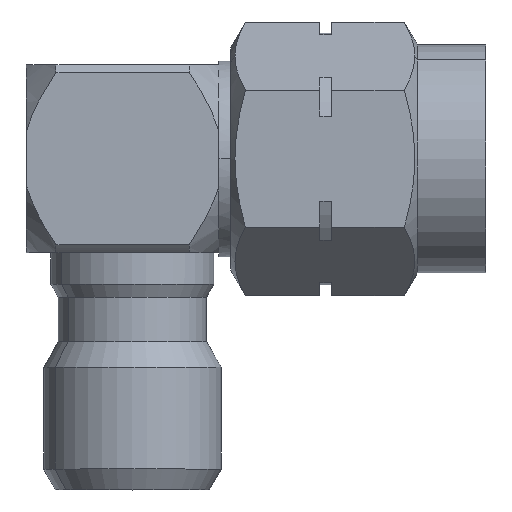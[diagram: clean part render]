
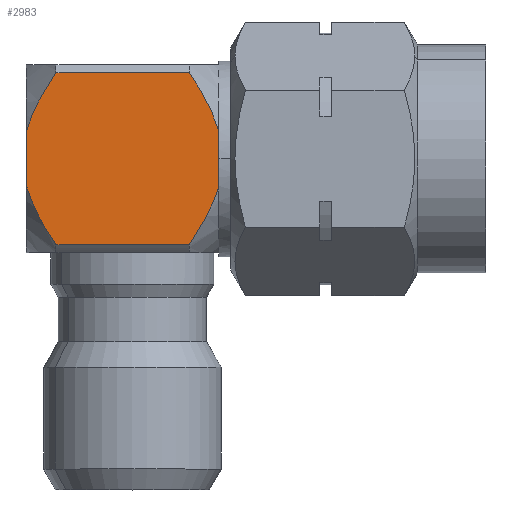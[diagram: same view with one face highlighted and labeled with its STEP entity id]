
A CAD part, top view. The second image highlights one B-rep face of the part: STEP entity #2983.
In plain terms, the highlighted face is planar.
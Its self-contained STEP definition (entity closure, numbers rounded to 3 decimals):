
#51 = CARTESIAN_POINT ( 'NONE',  ( 3.17, -2.905, -3.58 ) ) ;
#66 = VERTEX_POINT ( 'NONE', #1069 ) ;
#94 = VERTEX_POINT ( 'NONE', #5269 ) ;
#100 = PLANE ( 'NONE',  #1094 ) ;
#158 = EDGE_CURVE ( 'NONE', #1691, #4185, #613, .T. ) ;
#259 = B_SPLINE_CURVE_WITH_KNOTS ( 'NONE', 3,
 ( #2683, #4314, #3424, #4736, #2271, #3908 ),
 .UNSPECIFIED., .F., .F.,
 ( 4, 2, 4 ),
 ( 0.005, 0.006, 0.008 ),
 .UNSPECIFIED. ) ;
#284 = CARTESIAN_POINT ( 'NONE',  ( 3.17, -0.917, -6.5 ) ) ;
#297 = VECTOR ( 'NONE', #2475, 1000. ) ;
#450 = ORIENTED_EDGE ( 'NONE', *, *, #4458, .T. ) ;
#471 = CARTESIAN_POINT ( 'NONE',  ( 3.17, 2.597, -0.792 ) ) ;
#549 = CARTESIAN_POINT ( 'NONE',  ( 3.17, -1.097, -0.05 ) ) ;
#600 = B_SPLINE_CURVE_WITH_KNOTS ( 'NONE', 3,
 ( #941, #549, #3799, #4690, #2192, #4202, #4641, #3022 ),
 .UNSPECIFIED., .F., .F.,
 ( 4, 2, 2, 4 ),
 ( 0.009, 0.01, 0.011, 0.012 ),
 .UNSPECIFIED. ) ;
#613 = LINE ( 'NONE', #51, #297 ) ;
#699 = CARTESIAN_POINT ( 'NONE',  ( 3.17, 0.917, -6.5 ) ) ;
#941 = CARTESIAN_POINT ( 'NONE',  ( 3.17, -0.917, 0. ) ) ;
#945 = CARTESIAN_POINT ( 'NONE',  ( 3.17, 2.905, -3.58 ) ) ;
#1069 = CARTESIAN_POINT ( 'NONE',  ( 3.17, 2.905, -1. ) ) ;
#1094 = AXIS2_PLACEMENT_3D ( 'NONE', #4112, #2962, #2508 ) ;
#1188 = CARTESIAN_POINT ( 'NONE',  ( 3.17, 2.28, -0.594 ) ) ;
#1264 = EDGE_CURVE ( 'NONE', #4185, #1325, #259, .T. ) ;
#1325 = VERTEX_POINT ( 'NONE', #284 ) ;
#1329 = ORIENTED_EDGE ( 'NONE', *, *, #3972, .T. ) ;
#1491 = EDGE_CURVE ( 'NONE', #66, #4854, #3446, .T. ) ;
#1493 = CARTESIAN_POINT ( 'NONE',  ( 3.17, 0.917, -6.5 ) ) ;
#1610 = CARTESIAN_POINT ( 'NONE',  ( 3.17, 2.905, -1. ) ) ;
#1630 = EDGE_CURVE ( 'NONE', #94, #66, #4166, .T. ) ;
#1688 = DIRECTION ( 'NONE',  ( 0., 0., 1. ) ) ;
#1691 = VERTEX_POINT ( 'NONE', #1977 ) ;
#1822 = VERTEX_POINT ( 'NONE', #699 ) ;
#1849 = CARTESIAN_POINT ( 'NONE',  ( 3.17, 1.79, -6.162 ) ) ;
#1866 = CARTESIAN_POINT ( 'NONE',  ( 3.17, 1.622, -6.243 ) ) ;
#1900 = CARTESIAN_POINT ( 'NONE',  ( 3.17, 2.905, -5.5 ) ) ;
#1977 = CARTESIAN_POINT ( 'NONE',  ( 3.17, -2.905, -1. ) ) ;
#2192 = CARTESIAN_POINT ( 'NONE',  ( 3.17, -1.79, -0.338 ) ) ;
#2271 = CARTESIAN_POINT ( 'NONE',  ( 3.17, -1.278, -6.4 ) ) ;
#2295 = LINE ( 'NONE', #2628, #4085 ) ;
#2475 = DIRECTION ( 'NONE',  ( 0., 0., -1. ) ) ;
#2486 = ORIENTED_EDGE ( 'NONE', *, *, #1264, .T. ) ;
#2508 = DIRECTION ( 'NONE',  ( 0., 0., -1. ) ) ;
#2628 = CARTESIAN_POINT ( 'NONE',  ( 3.17, 3.3, 0. ) ) ;
#2683 = CARTESIAN_POINT ( 'NONE',  ( 3.17, -2.905, -5.5 ) ) ;
#2696 = CARTESIAN_POINT ( 'NONE',  ( 3.17, -2.905, -5.5 ) ) ;
#2837 = ORIENTED_EDGE ( 'NONE', *, *, #3933, .T. ) ;
#2897 = CARTESIAN_POINT ( 'NONE',  ( 3.17, 1.619, -0.248 ) ) ;
#2962 = DIRECTION ( 'NONE',  ( 1., 0., 0. ) ) ;
#2983 = ADVANCED_FACE ( 'NONE', ( #4759 ), #100, .T. ) ;
#3022 = CARTESIAN_POINT ( 'NONE',  ( 3.17, -2.905, -1. ) ) ;
#3070 = DIRECTION ( 'NONE',  ( 0., -1., 0. ) ) ;
#3084 = ORIENTED_EDGE ( 'NONE', *, *, #1491, .T. ) ;
#3408 = LINE ( 'NONE', #5301, #3462 ) ;
#3424 = CARTESIAN_POINT ( 'NONE',  ( 3.17, -2.28, -5.906 ) ) ;
#3446 = B_SPLINE_CURVE_WITH_KNOTS ( 'NONE', 3,
 ( #1610, #471, #1188, #2897, #3635, #4042 ),
 .UNSPECIFIED., .F., .F.,
 ( 4, 2, 4 ),
 ( 0.005, 0.006, 0.008 ),
 .UNSPECIFIED. ) ;
#3462 = VECTOR ( 'NONE', #3665, 1000. ) ;
#3483 = ORIENTED_EDGE ( 'NONE', *, *, #4247, .T. ) ;
#3509 = EDGE_LOOP ( 'NONE', ( #2837, #3794, #2486, #450, #1329, #3778, #3084, #3483 ) ) ;
#3515 = B_SPLINE_CURVE_WITH_KNOTS ( 'NONE', 3,
 ( #1493, #4323, #4344, #1866, #1849, #4763, #5155, #1900 ),
 .UNSPECIFIED., .F., .F.,
 ( 4, 2, 2, 4 ),
 ( 0.009, 0.01, 0.011, 0.012 ),
 .UNSPECIFIED. ) ;
#3635 = CARTESIAN_POINT ( 'NONE',  ( 3.17, 1.278, -0.1 ) ) ;
#3665 = DIRECTION ( 'NONE',  ( 0., 1., 0. ) ) ;
#3778 = ORIENTED_EDGE ( 'NONE', *, *, #1630, .T. ) ;
#3794 = ORIENTED_EDGE ( 'NONE', *, *, #158, .T. ) ;
#3799 = CARTESIAN_POINT ( 'NONE',  ( 3.17, -1.275, -0.113 ) ) ;
#3908 = CARTESIAN_POINT ( 'NONE',  ( 3.17, -0.917, -6.5 ) ) ;
#3933 = EDGE_CURVE ( 'NONE', #4474, #1691, #600, .T. ) ;
#3972 = EDGE_CURVE ( 'NONE', #1822, #94, #3515, .T. ) ;
#4042 = CARTESIAN_POINT ( 'NONE',  ( 3.17, 0.917, 0. ) ) ;
#4071 = CARTESIAN_POINT ( 'NONE',  ( 3.17, -0.917, 0. ) ) ;
#4085 = VECTOR ( 'NONE', #3070, 1000. ) ;
#4112 = CARTESIAN_POINT ( 'NONE',  ( 3.17, 3.17, -6.5 ) ) ;
#4166 = LINE ( 'NONE', #945, #4354 ) ;
#4185 = VERTEX_POINT ( 'NONE', #2696 ) ;
#4202 = CARTESIAN_POINT ( 'NONE',  ( 3.17, -2.283, -0.597 ) ) ;
#4224 = CARTESIAN_POINT ( 'NONE',  ( 3.17, 0.917, 0. ) ) ;
#4247 = EDGE_CURVE ( 'NONE', #4854, #4474, #2295, .T. ) ;
#4314 = CARTESIAN_POINT ( 'NONE',  ( 3.17, -2.597, -5.708 ) ) ;
#4323 = CARTESIAN_POINT ( 'NONE',  ( 3.17, 1.097, -6.45 ) ) ;
#4344 = CARTESIAN_POINT ( 'NONE',  ( 3.17, 1.275, -6.387 ) ) ;
#4354 = VECTOR ( 'NONE', #1688, 1000. ) ;
#4458 = EDGE_CURVE ( 'NONE', #1325, #1822, #3408, .T. ) ;
#4474 = VERTEX_POINT ( 'NONE', #4071 ) ;
#4641 = CARTESIAN_POINT ( 'NONE',  ( 3.17, -2.598, -0.792 ) ) ;
#4690 = CARTESIAN_POINT ( 'NONE',  ( 3.17, -1.622, -0.257 ) ) ;
#4736 = CARTESIAN_POINT ( 'NONE',  ( 3.17, -1.619, -6.252 ) ) ;
#4759 = FACE_OUTER_BOUND ( 'NONE', #3509, .T. ) ;
#4763 = CARTESIAN_POINT ( 'NONE',  ( 3.17, 2.283, -5.903 ) ) ;
#4854 = VERTEX_POINT ( 'NONE', #4224 ) ;
#5155 = CARTESIAN_POINT ( 'NONE',  ( 3.17, 2.598, -5.708 ) ) ;
#5269 = CARTESIAN_POINT ( 'NONE',  ( 3.17, 2.905, -5.5 ) ) ;
#5301 = CARTESIAN_POINT ( 'NONE',  ( 3.17, 3.17, -6.5 ) ) ;
